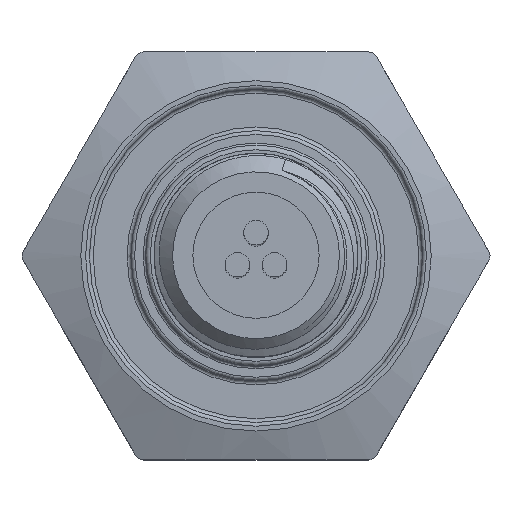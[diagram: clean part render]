
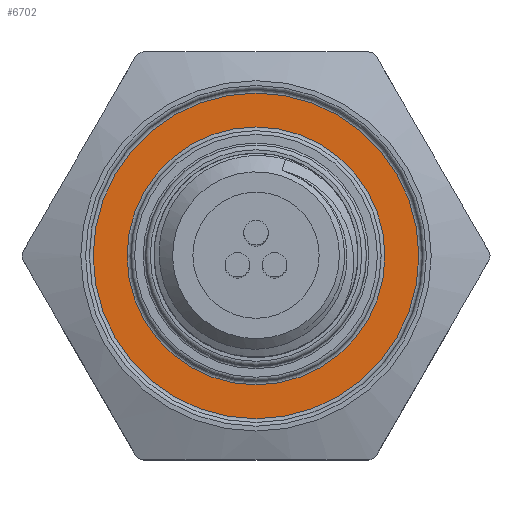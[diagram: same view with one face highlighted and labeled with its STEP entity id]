
A CAD part, top view. The second image highlights one B-rep face of the part: STEP entity #6702.
In plain terms, the highlighted planar face has unit normal (0, 0, 1).
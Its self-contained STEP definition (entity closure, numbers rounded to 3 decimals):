
#232=FACE_BOUND($,#1876,.T.);
#372=CIRCLE($,#7110,8.782);
#375=CIRCLE($,#7114,6.953);
#1439=FACE_OUTER_BOUND($,#1875,.T.);
#1875=EDGE_LOOP($,(#4838));
#1876=EDGE_LOOP($,(#4839));
#3095=VERTEX_POINT($,#10697);
#3098=VERTEX_POINT($,#10704);
#3776=EDGE_CURVE($,#3095,#3095,#372,.T.);
#3779=EDGE_CURVE($,#3098,#3098,#375,.T.);
#4838=ORIENTED_EDGE($,*,*,#3776,.T.);
#4839=ORIENTED_EDGE($,*,*,#3779,.T.);
#6510=PLANE($,#7177);
#6702=ADVANCED_FACE($,(#1439,#232),#6510,.T.);
#7110=AXIS2_PLACEMENT_3D($,#10698,#7760,#7761);
#7114=AXIS2_PLACEMENT_3D($,#10705,#7768,#7769);
#7177=AXIS2_PLACEMENT_3D($,#11136,#7914,#7915);
#7760=DIRECTION('center_axis',(0.,0.,1.));
#7761=DIRECTION('ref_axis',(1.,0.,0.));
#7768=DIRECTION('center_axis',(0.,0.,-1.));
#7769=DIRECTION('ref_axis',(1.,0.,0.));
#7914=DIRECTION('center_axis',(0.,0.,1.));
#7915=DIRECTION('ref_axis',(1.,0.,0.));
#10697=CARTESIAN_POINT('',(8.782,0.,16.129));
#10698=CARTESIAN_POINT('Origin',(0.,0.,16.129));
#10704=CARTESIAN_POINT('',(6.953,0.,16.129));
#10705=CARTESIAN_POINT('Origin',(0.,0.,16.129));
#11136=CARTESIAN_POINT('Origin',(0.,0.,16.129));
